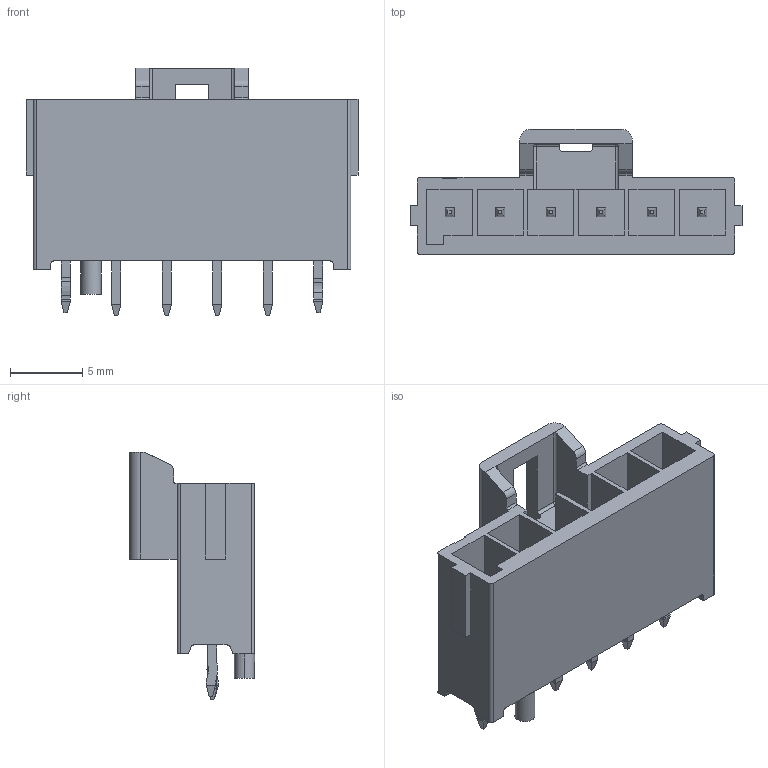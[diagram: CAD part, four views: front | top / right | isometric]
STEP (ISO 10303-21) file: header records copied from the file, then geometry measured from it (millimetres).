
FILE_DESCRIPTION((''),'2;1');
FILE_NAME('1722861106','2014-12-17T',('me'),(''),'PRO/ENGINEER BY PARAMETRIC TECHNOLOGY CORPORATION, 2011490','PRO/ENGINEER BY PARAMETRIC TECHNOLOGY CORPORATION, 2011490','');
FILE_SCHEMA(('CONFIG_CONTROL_DESIGN'));
Length unit declared in the file: millimetre
Products named in the file (1): 1722861106
Bounding box: 23 x 8.67 x 17.15 mm (x, y, z)
Volume: 882.6 mm3; surface area: 1924 mm2
Topology: 1 solids, 1 shells, 389 faces, 1057 edges, 690 vertices
Faces by surface type: plane 273, cylinder 114, sphere 2
Entity records: 12210 total; most frequent: CARTESIAN_POINT 2169, ORIENTED_EDGE 2088, DIRECTION 2059, EDGE_CURVE 1044, VECTOR 815, LINE 815, VERTEX_POINT 676, AXIS2_PLACEMENT_3D 622
